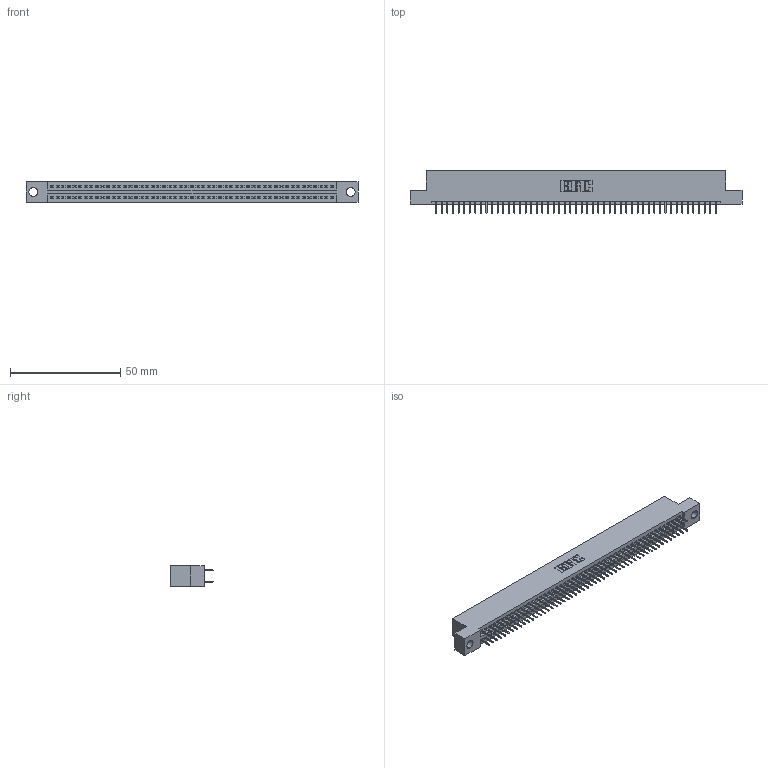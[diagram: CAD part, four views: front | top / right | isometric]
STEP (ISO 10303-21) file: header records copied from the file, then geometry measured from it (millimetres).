
FILE_DESCRIPTION (( 'STEP AP203' ), '1' );
FILE_NAME ('395-102-524-204.STEP', '2021-06-17T15:29:39', ( '' ), ( '' ), 'SwSTEP 2.0', 'SolidWorks 2020', '' );
FILE_SCHEMA (( 'CONFIG_CONTROL_DESIGN' ));
Length unit declared in the file: inch
Products named in the file (3): 345 Part_Flush Mounting Lugs - 0.156 Dia-TI; 395-102-524-204; 345-292-001_345-293-124
Assembly tree (103 placements, depth 2):
  395-102-524-204
    345 Part_Flush Mounting Lugs - 0.156 Dia-TI
    345-292-001_345-293-124  x102
Bounding box: 150.75 x 19.35 x 9.4 mm (x, y, z)
Volume: 14467.1 mm3; surface area: 21003.3 mm2
Topology: 103 solids, 103 shells, 5648 faces, 15983 edges, 10246 vertices
Faces by surface type: plane 4072, cylinder 1576
Entity records: 39297 total; most frequent: CARTESIAN_POINT 6582, ORIENTED_EDGE 6514, DIRECTION 5793, EDGE_CURVE 3257, VECTOR 2925, LINE 2925, VERTEX_POINT 2166, AXIS2_PLACEMENT_3D 1434
